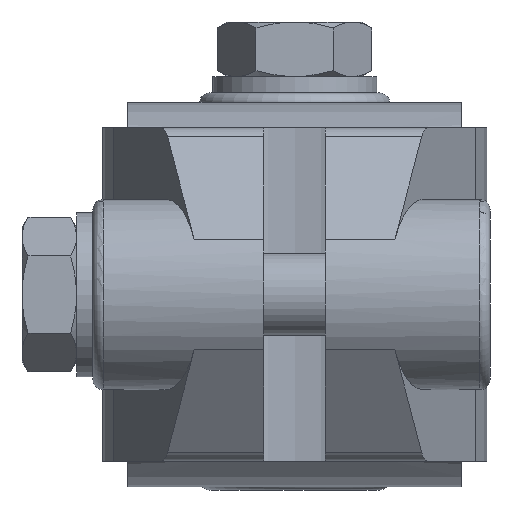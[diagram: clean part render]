
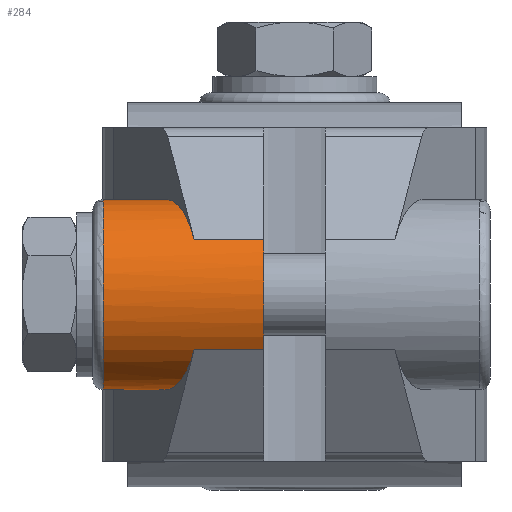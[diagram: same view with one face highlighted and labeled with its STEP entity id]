
A CAD part, left-side view. The second image highlights one B-rep face of the part: STEP entity #284.
In plain terms, the highlighted cylindrical face has radius 9.25 mm (diameter 18.5 mm), a full revolution.
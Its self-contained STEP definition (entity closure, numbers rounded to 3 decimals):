
#284 = ADVANCED_FACE( '', ( #613, #614 ), #615, .T. );
#613 = FACE_OUTER_BOUND( '', #980, .T. );
#614 = FACE_OUTER_BOUND( '', #981, .T. );
#615 = CYLINDRICAL_SURFACE( '', #982, 9.25 );
#980 = EDGE_LOOP( '', ( #1726 ) );
#981 = EDGE_LOOP( '', ( #1727, #1728, #1729, #1730 ) );
#982 = AXIS2_PLACEMENT_3D( '', #1731, #1732, #1733 );
#1726 = ORIENTED_EDGE( '', *, *, #2190, .F. );
#1727 = ORIENTED_EDGE( '', *, *, #2099, .F. );
#1728 = ORIENTED_EDGE( '', *, *, #2089, .F. );
#1729 = ORIENTED_EDGE( '', *, *, #2317, .T. );
#1730 = ORIENTED_EDGE( '', *, *, #2056, .T. );
#1731 = CARTESIAN_POINT( '', ( -20.25, 19.7, 0. ) );
#1732 = DIRECTION( '', ( 0., 1., 0. ) );
#1733 = DIRECTION( '', ( 0., 0., -1. ) );
#2056 = EDGE_CURVE( '', #2436, #2434, #2437, .T. );
#2089 = EDGE_CURVE( '', #2489, #2490, #2491, .T. );
#2099 = EDGE_CURVE( '', #2490, #2434, #2508, .T. );
#2190 = EDGE_CURVE( '', #2651, #2651, #2652, .T. );
#2317 = EDGE_CURVE( '', #2489, #2436, #2827, .F. );
#2434 = VERTEX_POINT( '', #2996 );
#2436 = VERTEX_POINT( '', #2999 );
#2437 = LINE( '', #3000, #3001 );
#2489 = VERTEX_POINT( '', #3118 );
#2490 = VERTEX_POINT( '', #3119 );
#2491 = LINE( '', #3120, #3121 );
#2508 = CIRCLE( '', #3144, 9.25 );
#2651 = VERTEX_POINT( '', #3450 );
#2652 = CIRCLE( '', #3451, 9.25 );
#2827 = ELLIPSE( '', #3742, 9.848, 9.25 );
#2996 = CARTESIAN_POINT( '', ( -27.789, 3., -5.36 ) );
#2999 = CARTESIAN_POINT( '', ( -27.789, 9.754, -5.36 ) );
#3000 = CARTESIAN_POINT( '', ( -27.789, 19.7, -5.36 ) );
#3001 = VECTOR( '', #3878, 1000. );
#3118 = CARTESIAN_POINT( '', ( -27.789, 9.754, 5.36 ) );
#3119 = CARTESIAN_POINT( '', ( -27.789, 3., 5.36 ) );
#3120 = CARTESIAN_POINT( '', ( -27.789, 19.7, 5.36 ) );
#3121 = VECTOR( '', #3911, 1000. );
#3144 = AXIS2_PLACEMENT_3D( '', #3924, #3925, #3926 );
#3450 = CARTESIAN_POINT( '', ( -20.25, 18.6, 9.25 ) );
#3451 = AXIS2_PLACEMENT_3D( '', #4016, #4017, #4018 );
#3742 = AXIS2_PLACEMENT_3D( '', #4170, #4171, #4172 );
#3878 = DIRECTION( '', ( 0., -1., 0. ) );
#3911 = DIRECTION( '', ( 0., -1., 0. ) );
#3924 = CARTESIAN_POINT( '', ( -20.25, 3., 0. ) );
#3925 = DIRECTION( '', ( 0., -1., 0. ) );
#3926 = DIRECTION( '', ( 0., 0., -1. ) );
#4016 = CARTESIAN_POINT( '', ( -20.25, 18.6, 0. ) );
#4017 = DIRECTION( '', ( 0., 1., 0. ) );
#4018 = DIRECTION( '', ( 0., 0., 1. ) );
#4170 = CARTESIAN_POINT( '', ( -20.25, 12.509, 0. ) );
#4171 = DIRECTION( '', ( 0.343, -0.939, 0. ) );
#4172 = DIRECTION( '', ( 0.939, 0.343, 0. ) );
